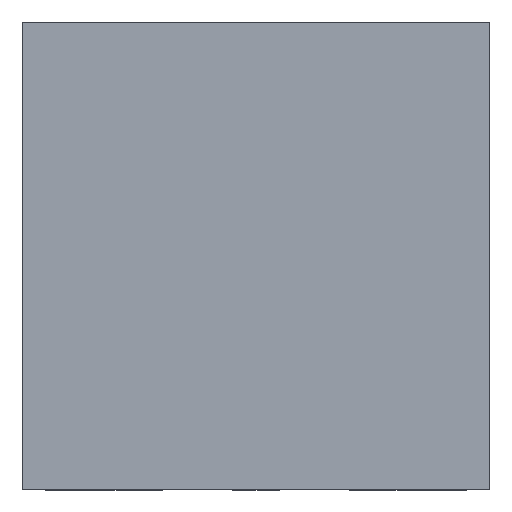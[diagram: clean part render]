
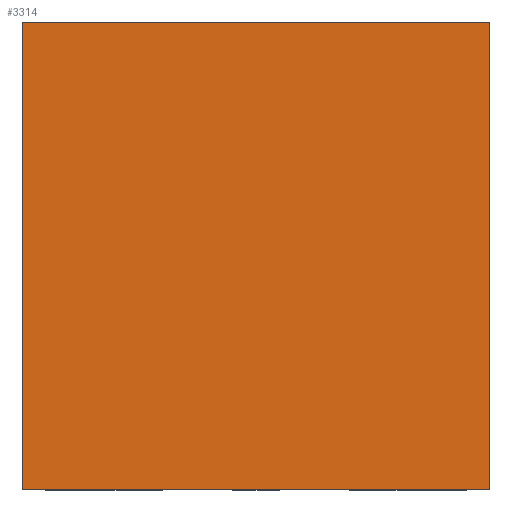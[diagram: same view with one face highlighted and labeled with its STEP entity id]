
A CAD part, left-side view. The second image highlights one B-rep face of the part: STEP entity #3314.
In plain terms, the highlighted planar face has unit normal (-1, 0, 0).
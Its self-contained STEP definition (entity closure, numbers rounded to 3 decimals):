
#572=ORIENTED_EDGE('',*,*,#1278,.T.);
#573=ORIENTED_EDGE('',*,*,#1280,.T.);
#574=ORIENTED_EDGE('',*,*,#1287,.T.);
#575=ORIENTED_EDGE('',*,*,#1288,.T.);
#1278=EDGE_CURVE('',#1683,#1682,#2060,.T.);
#1280=EDGE_CURVE('',#1682,#1684,#2062,.T.);
#1287=EDGE_CURVE('',#1684,#1687,#2069,.T.);
#1288=EDGE_CURVE('',#1687,#1683,#2070,.T.);
#1682=VERTEX_POINT('',#5583);
#1683=VERTEX_POINT('',#5585);
#1684=VERTEX_POINT('',#5589);
#1687=VERTEX_POINT('',#5599);
#2060=LINE('',#5584,#2504);
#2062=LINE('',#5588,#2506);
#2069=LINE('',#5600,#2513);
#2070=LINE('',#5602,#2514);
#2504=VECTOR('',#4661,1000.);
#2506=VECTOR('',#4665,1000.);
#2513=VECTOR('',#4674,1000.);
#2514=VECTOR('',#4677,1000.);
#2819=EDGE_LOOP('',(#572,#573,#574,#575));
#2997=FACE_BOUND('',#2819,.T.);
#3156=PLANE('',#4151);
#3314=ADVANCED_FACE('',(#2997),#3156,.T.);
#4151=AXIS2_PLACEMENT_3D('',#5605,#4681,#4682);
#4661=DIRECTION('',(0.,1.,0.));
#4665=DIRECTION('',(0.,0.,-1.));
#4674=DIRECTION('',(0.,-1.,0.));
#4677=DIRECTION('',(0.,0.,1.));
#4681=DIRECTION('',(-1.,0.,0.));
#4682=DIRECTION('',(0.,-1.,0.));
#5583=CARTESIAN_POINT('',(0.,0.5,0.5));
#5584=CARTESIAN_POINT('',(0.,-0.5,0.5));
#5585=CARTESIAN_POINT('',(0.,-0.5,0.5));
#5588=CARTESIAN_POINT('',(0.,0.5,0.5));
#5589=CARTESIAN_POINT('',(0.,0.5,-0.5));
#5599=CARTESIAN_POINT('',(0.,-0.5,-0.5));
#5600=CARTESIAN_POINT('',(0.,0.5,-0.5));
#5602=CARTESIAN_POINT('',(0.,-0.5,-0.5));
#5605=CARTESIAN_POINT('',(0.,0.,0.));
